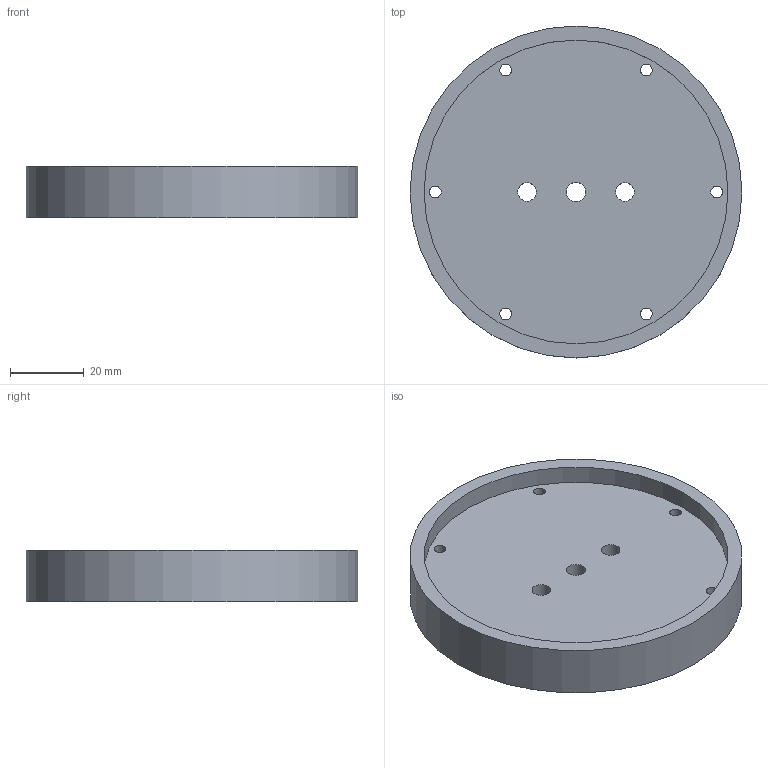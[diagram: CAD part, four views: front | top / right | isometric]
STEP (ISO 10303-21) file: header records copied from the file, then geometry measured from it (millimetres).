
FILE_DESCRIPTION(/* description */ (''),/* implementation_level */ '2;1');
FILE_NAME(/* name */ 'Isolant_V2_PTFE.step',/* time_stamp */ '2024-05-05T11:23:46+02:00',/* author */ (''),/* organization */ (''),/* preprocessor_version */ 'ST-DEVELOPER v20',/* originating_system */ 'Autodesk Translation Framework v12.20.1.177',/* authorisation */ '');
FILE_SCHEMA (('AUTOMOTIVE_DESIGN { 1 0 10303 214 3 1 1 }'));
Length unit declared in the file: millimetre
Products named in the file (1): Isolant_V2
Bounding box: 89.8 x 89.8 x 14 mm (x, y, z)
Volume: 60558.7 mm3; surface area: 18934.3 mm2
Topology: 1 solids, 1 shells, 26 faces, 51 edges, 34 vertices
Faces by surface type: cylinder 17, plane 9
Full cylindrical faces by diameter (mm): 3.2 x6, 5 x2, 5.2 x1, 5.6 x6, 82.2 x1, 89.8 x1
Entity records: 765 total; most frequent: DIRECTION 139, CARTESIAN_POINT 112, ORIENTED_EDGE 102, AXIS2_PLACEMENT_3D 61, EDGE_LOOP 51, EDGE_CURVE 51, CIRCLE 34, VERTEX_POINT 34
